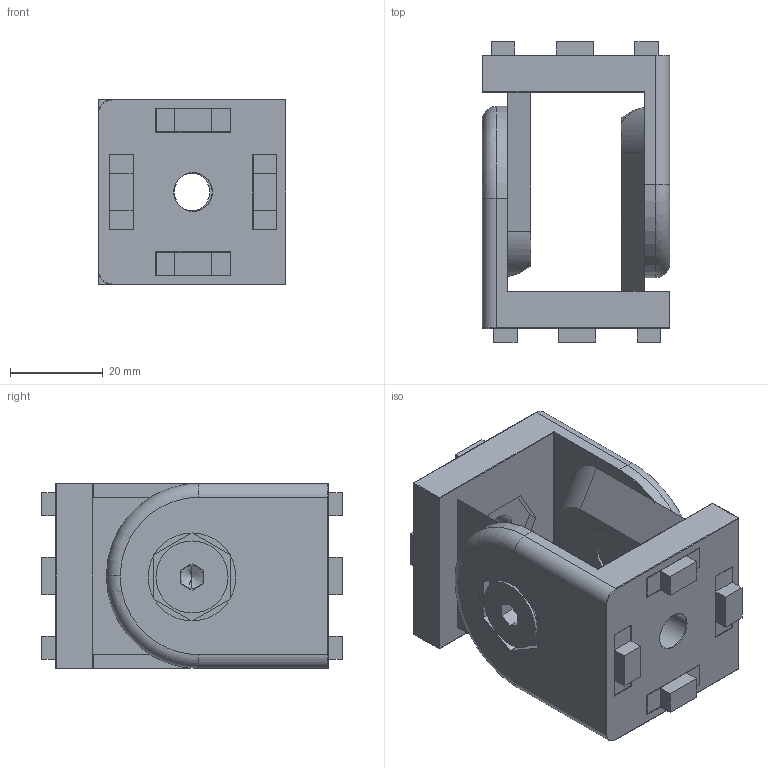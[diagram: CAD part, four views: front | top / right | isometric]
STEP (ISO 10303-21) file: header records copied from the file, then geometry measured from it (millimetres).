
FILE_DESCRIPTION (( 'STEP AP203' ), '1' );
FILE_NAME ('AL-345.0301A.01 Øàðíèðíîå ñîåäèíåíèå 40õ40 Ä 8,2.STEP', '2025-01-22T13:15:01', ( '' ), ( '' ), 'SwSTEP 2.0', 'SolidWorks 2021', '' );
FILE_SCHEMA (( 'CONFIG_CONTROL_DESIGN' ));
Length unit declared in the file: millimetre
Products named in the file (1): AL-345.0301A.01 Øàðíèðíîå ñîåäèíåíèå 40õ40 Ä 8,2
Bounding box: 40.5 x 65 x 40 mm (x, y, z)
Volume: 49522.9 mm3; surface area: 23870.2 mm2
Topology: 6 solids, 6 shells, 338 faces, 792 edges, 470 vertices
Faces by surface type: plane 192, cylinder 96, torus 20, cone 16, sphere 8, bspline 6
Entity records: 9921 total; most frequent: CARTESIAN_POINT 2227, DIRECTION 1584, ORIENTED_EDGE 1556, EDGE_CURVE 778, LINE 542, VECTOR 542, AXIS2_PLACEMENT_3D 521, VERTEX_POINT 470
